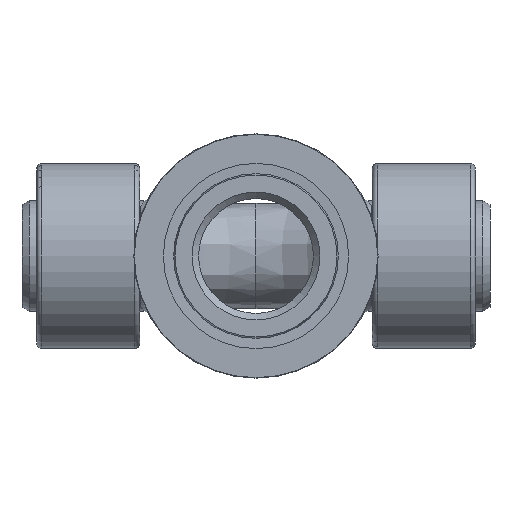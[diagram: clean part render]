
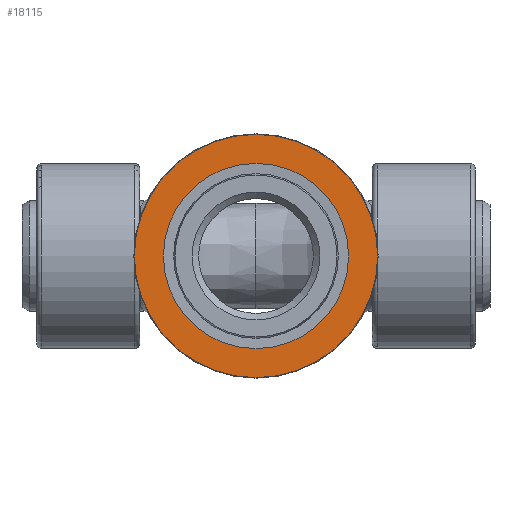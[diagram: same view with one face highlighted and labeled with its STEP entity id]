
A CAD part, front view. The second image highlights one B-rep face of the part: STEP entity #18115.
In plain terms, the highlighted face is planar.
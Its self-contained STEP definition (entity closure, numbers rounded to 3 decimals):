
#4598=PLANE('',#19361);
#5044=FACE_BOUND('',#6625,.T.);
#5528=FACE_OUTER_BOUND('',#6624,.T.);
#6624=EDGE_LOOP('',(#14282));
#6625=EDGE_LOOP('',(#14283));
#7545=CIRCLE('',#19359,47.3);
#7546=CIRCLE('',#19362,36.);
#8302=VERTEX_POINT('',#29962);
#8303=VERTEX_POINT('',#29966);
#10486=EDGE_CURVE('',#8302,#8302,#7545,.T.);
#10487=EDGE_CURVE('',#8303,#8303,#7546,.T.);
#14282=ORIENTED_EDGE('',*,*,#10486,.F.);
#14283=ORIENTED_EDGE('',*,*,#10487,.T.);
#18115=ADVANCED_FACE('',(#5528,#5044),#4598,.F.);
#19359=AXIS2_PLACEMENT_3D('',#29963,#21256,#21257);
#19361=AXIS2_PLACEMENT_3D('',#29965,#21260,#21261);
#19362=AXIS2_PLACEMENT_3D('',#29967,#21262,#21263);
#21256=DIRECTION('center_axis',(0.,0.,1.));
#21257=DIRECTION('ref_axis',(-1.,0.,0.));
#21260=DIRECTION('center_axis',(0.,0.,1.));
#21261=DIRECTION('ref_axis',(1.,0.,0.));
#21262=DIRECTION('center_axis',(0.,0.,1.));
#21263=DIRECTION('ref_axis',(0.,-1.,0.));
#29962=CARTESIAN_POINT('',(47.3,0.,0.));
#29963=CARTESIAN_POINT('Origin',(0.,0.,0.));
#29965=CARTESIAN_POINT('Origin',(0.,0.,0.));
#29966=CARTESIAN_POINT('',(0.,-36.,0.));
#29967=CARTESIAN_POINT('Origin',(0.,0.,0.));
